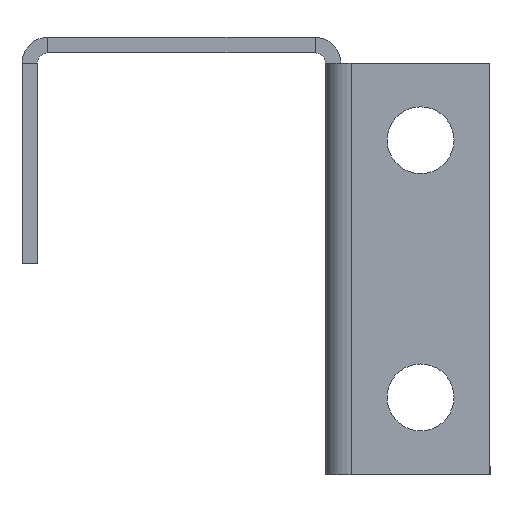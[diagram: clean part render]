
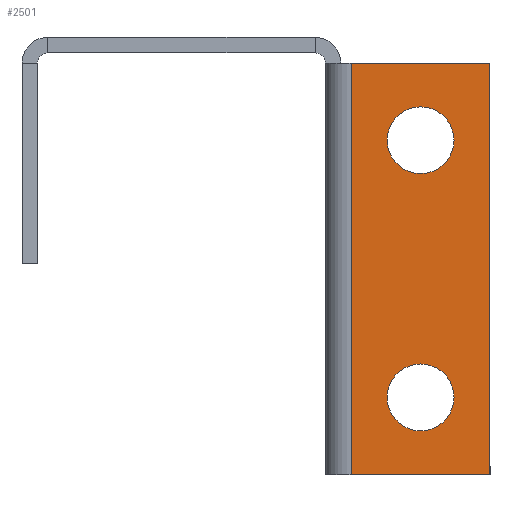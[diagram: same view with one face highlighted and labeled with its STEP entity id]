
A CAD part, left-side view. The second image highlights one B-rep face of the part: STEP entity #2501.
In plain terms, the highlighted planar face has unit normal (-1, 0, 0).
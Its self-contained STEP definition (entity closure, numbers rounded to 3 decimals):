
#3 = ORIENTED_EDGE ( 'NONE', *, *, #1859, .F. ) ;
#7 = ORIENTED_EDGE ( 'NONE', *, *, #1840, .F. ) ;
#20 = AXIS2_PLACEMENT_3D ( 'NONE', #833, #821, #815 ) ;
#63 = DIRECTION ( 'NONE',  ( 1., 0., 0. ) ) ;
#290 = CARTESIAN_POINT ( 'NONE',  ( -326.5, -32., -2.5 ) ) ;
#351 = CARTESIAN_POINT ( 'NONE',  ( -326.5, -32., -2.5 ) ) ;
#431 = DIRECTION ( 'NONE',  ( 0., 0., 1. ) ) ;
#504 = VECTOR ( 'NONE', #431, 1000. ) ;
#690 = DIRECTION ( 'NONE',  ( 0., 0., 1. ) ) ;
#717 = DIRECTION ( 'NONE',  ( 0., -1., 0. ) ) ;
#739 = DIRECTION ( 'NONE',  ( -1., 0., 0. ) ) ;
#747 = CARTESIAN_POINT ( 'NONE',  ( -326.5, -38.75, -10. ) ) ;
#799 = CARTESIAN_POINT ( 'NONE',  ( -326.5, -45.5, 0. ) ) ;
#815 = DIRECTION ( 'NONE',  ( 0., -1., 0. ) ) ;
#821 = DIRECTION ( 'NONE',  ( -1., 0., 0. ) ) ;
#833 = CARTESIAN_POINT ( 'NONE',  ( -326.5, -38.75, -35. ) ) ;
#886 = CARTESIAN_POINT ( 'NONE',  ( -326.5, -42., -35. ) ) ;
#906 = CARTESIAN_POINT ( 'NONE',  ( -326.5, -42., -10. ) ) ;
#1073 = LINE ( 'NONE', #351, #504 ) ;
#1097 = VECTOR ( 'NONE', #1454, 1000. ) ;
#1109 = VERTEX_POINT ( 'NONE', #1213 ) ;
#1201 = VERTEX_POINT ( 'NONE', #1435 ) ;
#1206 = EDGE_LOOP ( 'NONE', ( #3 ) ) ;
#1213 = CARTESIAN_POINT ( 'NONE',  ( -326.5, -32., -42.5 ) ) ;
#1327 = FACE_BOUND ( 'NONE', #1206, .T. ) ;
#1380 = EDGE_LOOP ( 'NONE', ( #7 ) ) ;
#1394 = LINE ( 'NONE', #1433, #1097 ) ;
#1407 = VERTEX_POINT ( 'NONE', #906 ) ;
#1433 = CARTESIAN_POINT ( 'NONE',  ( -326.5, 0., -2.5 ) ) ;
#1435 = CARTESIAN_POINT ( 'NONE',  ( -326.5, -45.5, -42.5 ) ) ;
#1454 = DIRECTION ( 'NONE',  ( 0., 1., 0. ) ) ;
#1464 = EDGE_CURVE ( 'NONE', #1109, #2022, #1073, .T. ) ;
#1512 = FACE_OUTER_BOUND ( 'NONE', #1881, .T. ) ;
#1561 = EDGE_CURVE ( 'NONE', #1628, #2022, #1394, .T. ) ;
#1628 = VERTEX_POINT ( 'NONE', #1780 ) ;
#1780 = CARTESIAN_POINT ( 'NONE',  ( -326.5, -45.5, -2.5 ) ) ;
#1800 = CARTESIAN_POINT ( 'NONE',  ( -326.5, 0., -42.5 ) ) ;
#1804 = EDGE_CURVE ( 'NONE', #1109, #1201, #2331, .T. ) ;
#1840 = EDGE_CURVE ( 'NONE', #2292, #2292, #2190, .T. ) ;
#1859 = EDGE_CURVE ( 'NONE', #1407, #1407, #2166, .T. ) ;
#1866 = EDGE_CURVE ( 'NONE', #1201, #1628, #2014, .T. ) ;
#1881 = EDGE_LOOP ( 'NONE', ( #2525, #2225, #2494, #2752 ) ) ;
#1936 = DIRECTION ( 'NONE',  ( 0., -1., 0. ) ) ;
#2010 = VECTOR ( 'NONE', #690, 1000. ) ;
#2014 = LINE ( 'NONE', #799, #2010 ) ;
#2022 = VERTEX_POINT ( 'NONE', #290 ) ;
#2160 = AXIS2_PLACEMENT_3D ( 'NONE', #2751, #63, #2733 ) ;
#2166 = CIRCLE ( 'NONE', #2742, 3.25 ) ;
#2190 = CIRCLE ( 'NONE', #20, 3.25 ) ;
#2225 = ORIENTED_EDGE ( 'NONE', *, *, #1804, .T. ) ;
#2292 = VERTEX_POINT ( 'NONE', #886 ) ;
#2293 = VECTOR ( 'NONE', #1936, 1000. ) ;
#2331 = LINE ( 'NONE', #1800, #2293 ) ;
#2494 = ORIENTED_EDGE ( 'NONE', *, *, #1866, .T. ) ;
#2501 = ADVANCED_FACE ( 'NONE', ( #2649, #1327, #1512 ), #2746, .F. ) ;
#2525 = ORIENTED_EDGE ( 'NONE', *, *, #1464, .F. ) ;
#2649 = FACE_BOUND ( 'NONE', #1380, .T. ) ;
#2733 = DIRECTION ( 'NONE',  ( 0., 1., 0. ) ) ;
#2742 = AXIS2_PLACEMENT_3D ( 'NONE', #747, #739, #717 ) ;
#2746 = PLANE ( 'NONE',  #2160 ) ;
#2751 = CARTESIAN_POINT ( 'NONE',  ( -326.5, 0., 0. ) ) ;
#2752 = ORIENTED_EDGE ( 'NONE', *, *, #1561, .T. ) ;
